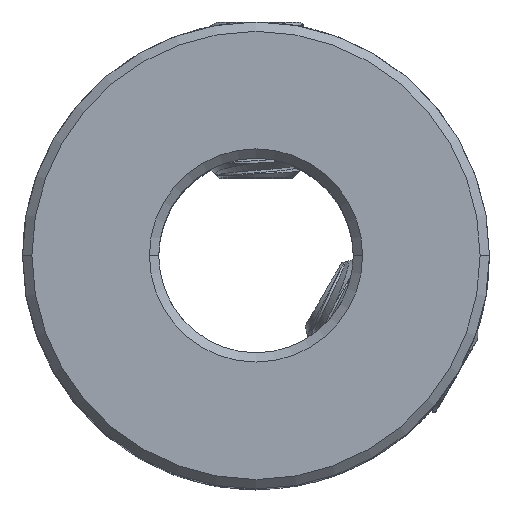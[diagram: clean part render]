
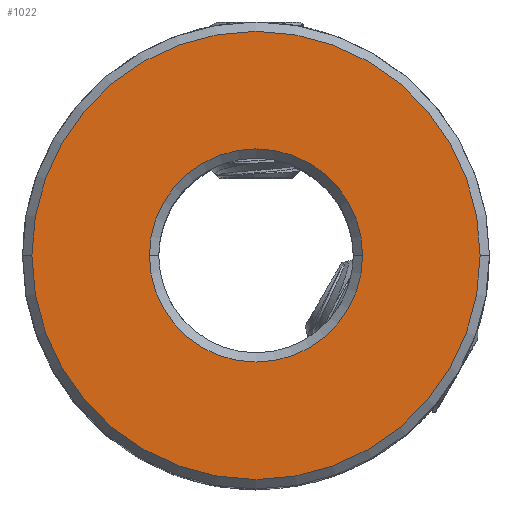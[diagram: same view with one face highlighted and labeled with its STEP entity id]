
A CAD part, top view. The second image highlights one B-rep face of the part: STEP entity #1022.
In plain terms, the highlighted planar face has unit normal (0, 0, 1).
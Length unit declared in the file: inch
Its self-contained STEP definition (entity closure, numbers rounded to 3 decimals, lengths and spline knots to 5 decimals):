
#350 = DIRECTION ( 'NONE',  ( 0., 0., -1. ) ) ;
#456 = FACE_OUTER_BOUND ( 'NONE', #6000, .T. ) ;
#462 = EDGE_CURVE ( 'NONE', #3329, #6994, #964, .T. ) ;
#579 = DIRECTION ( 'NONE',  ( 1., 0., 0. ) ) ;
#964 = CIRCLE ( 'NONE', #8367, 0.17125 ) ;
#1022 = ADVANCED_FACE ( 'NONE', ( #456, #5935 ), #11878, .T. ) ;
#1061 = ORIENTED_EDGE ( 'NONE', *, *, #462, .T. ) ;
#1509 = ORIENTED_EDGE ( 'NONE', *, *, #10641, .T. ) ;
#1934 = AXIS2_PLACEMENT_3D ( 'NONE', #12162, #12241, #12210 ) ;
#2213 = AXIS2_PLACEMENT_3D ( 'NONE', #6902, #350, #7985 ) ;
#3329 = VERTEX_POINT ( 'NONE', #10127 ) ;
#3417 = CARTESIAN_POINT ( 'NONE',  ( -0.36, 0., 0.5 ) ) ;
#3571 = EDGE_CURVE ( 'NONE', #6994, #3329, #11300, .T. ) ;
#4798 = DIRECTION ( 'NONE',  ( 0., 0., -1. ) ) ;
#4845 = DIRECTION ( 'NONE',  ( 1., 0., 0. ) ) ;
#4865 = CARTESIAN_POINT ( 'NONE',  ( 0., 0., 0.5 ) ) ;
#4888 = CIRCLE ( 'NONE', #8761, 0.36 ) ;
#5268 = VERTEX_POINT ( 'NONE', #9317 ) ;
#5935 = FACE_BOUND ( 'NONE', #9016, .T. ) ;
#6000 = EDGE_LOOP ( 'NONE', ( #1509, #8987 ) ) ;
#6068 = DIRECTION ( 'NONE',  ( 0., 0., 1. ) ) ;
#6498 = ORIENTED_EDGE ( 'NONE', *, *, #3571, .T. ) ;
#6829 = CARTESIAN_POINT ( 'NONE',  ( -0.17125, 0., 0.5 ) ) ;
#6852 = VERTEX_POINT ( 'NONE', #3417 ) ;
#6902 = CARTESIAN_POINT ( 'NONE',  ( 0., 0., 0.5 ) ) ;
#6994 = VERTEX_POINT ( 'NONE', #6829 ) ;
#7130 = DIRECTION ( 'NONE',  ( 0., 0., 1. ) ) ;
#7985 = DIRECTION ( 'NONE',  ( 1., 0., 0. ) ) ;
#8367 = AXIS2_PLACEMENT_3D ( 'NONE', #4865, #4798, #4845 ) ;
#8761 = AXIS2_PLACEMENT_3D ( 'NONE', #12506, #6068, #13543 ) ;
#8987 = ORIENTED_EDGE ( 'NONE', *, *, #12378, .T. ) ;
#9016 = EDGE_LOOP ( 'NONE', ( #1061, #6498 ) ) ;
#9317 = CARTESIAN_POINT ( 'NONE',  ( 0.36, 0., 0.5 ) ) ;
#10080 = CIRCLE ( 'NONE', #12660, 0.36 ) ;
#10127 = CARTESIAN_POINT ( 'NONE',  ( 0.17125, 0., 0.5 ) ) ;
#10641 = EDGE_CURVE ( 'NONE', #6852, #5268, #4888, .T. ) ;
#11300 = CIRCLE ( 'NONE', #2213, 0.17125 ) ;
#11878 = PLANE ( 'NONE',  #1934 ) ;
#12162 = CARTESIAN_POINT ( 'NONE',  ( 0., 0., 0.5 ) ) ;
#12210 = DIRECTION ( 'NONE',  ( 1., 0., 0. ) ) ;
#12241 = DIRECTION ( 'NONE',  ( 0., 0., 1. ) ) ;
#12378 = EDGE_CURVE ( 'NONE', #5268, #6852, #10080, .T. ) ;
#12506 = CARTESIAN_POINT ( 'NONE',  ( 0., 0., 0.5 ) ) ;
#12660 = AXIS2_PLACEMENT_3D ( 'NONE', #13515, #7130, #579 ) ;
#13515 = CARTESIAN_POINT ( 'NONE',  ( 0., 0., 0.5 ) ) ;
#13543 = DIRECTION ( 'NONE',  ( 1., 0., 0. ) ) ;
